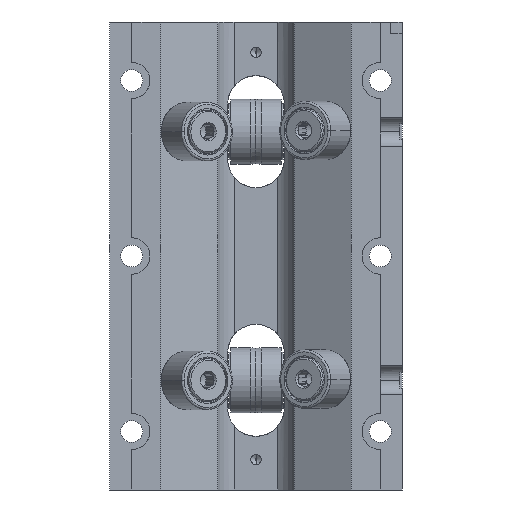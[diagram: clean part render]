
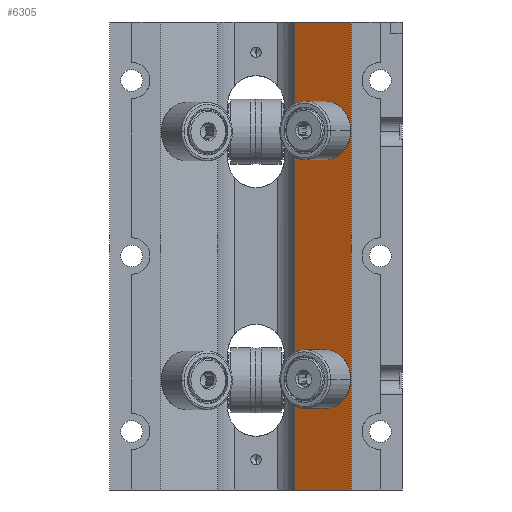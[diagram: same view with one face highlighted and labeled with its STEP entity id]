
A CAD part, front view. The second image highlights one B-rep face of the part: STEP entity #6305.
In plain terms, the highlighted planar face has unit normal (-0.5, -0.866, 0).
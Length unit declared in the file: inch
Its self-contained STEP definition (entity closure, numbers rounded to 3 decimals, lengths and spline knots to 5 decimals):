
#483 = LINE ( 'NONE', #3703, #17781 ) ;
#876 = CIRCLE ( 'NONE', #13342, 0.12625 ) ;
#885 = EDGE_LOOP ( 'NONE', ( #12876, #10167 ) ) ;
#1036 = CARTESIAN_POINT ( 'NONE',  ( 0.81551, -0.175, -2. ) ) ;
#1523 = EDGE_CURVE ( 'NONE', #10583, #9753, #483, .T. ) ;
#2646 = EDGE_LOOP ( 'NONE', ( #17868, #11459 ) ) ;
#3250 = EDGE_CURVE ( 'NONE', #6312, #9753, #17100, .T. ) ;
#3542 = VERTEX_POINT ( 'NONE', #9121 ) ;
#3703 = CARTESIAN_POINT ( 'NONE',  ( 0.81551, -0.175, -2. ) ) ;
#4989 = AXIS2_PLACEMENT_3D ( 'NONE', #14650, #5901, #6193 ) ;
#5194 = DIRECTION ( 'NONE',  ( 0.5, 0.866, 0. ) ) ;
#5359 = AXIS2_PLACEMENT_3D ( 'NONE', #9575, #5194, #6630 ) ;
#5452 = CARTESIAN_POINT ( 'NONE',  ( 0.81551, -0.175, -2. ) ) ;
#5600 = FACE_BOUND ( 'NONE', #2646, .T. ) ;
#5695 = DIRECTION ( 'NONE',  ( 0.866, -0.5, 0. ) ) ;
#5901 = DIRECTION ( 'NONE',  ( 0.5, 0.866, 0. ) ) ;
#6193 = DIRECTION ( 'NONE',  ( 0.866, -0.5, 0. ) ) ;
#6254 = VERTEX_POINT ( 'NONE', #12818 ) ;
#6305 = ADVANCED_FACE ( 'NONE', ( #5600, #15775, #9702 ), #15495, .T. ) ;
#6312 = VERTEX_POINT ( 'NONE', #11591 ) ;
#6551 = VECTOR ( 'NONE', #14344, 39.37008 ) ;
#6630 = DIRECTION ( 'NONE',  ( 0.866, -0.5, 0. ) ) ;
#6677 = CARTESIAN_POINT ( 'NONE',  ( 0.61567, -0.05962, -1.0625 ) ) ;
#6942 = CARTESIAN_POINT ( 'NONE',  ( 0.81551, -0.175, -2. ) ) ;
#7458 = CARTESIAN_POINT ( 'NONE',  ( 0.50634, 0.0035, -1.0625 ) ) ;
#7495 = CIRCLE ( 'NONE', #9911, 0.12625 ) ;
#7670 = CARTESIAN_POINT ( 'NONE',  ( 0.61567, -0.05962, 1.0625 ) ) ;
#8465 = EDGE_LOOP ( 'NONE', ( #16442, #12948, #11598, #15009 ) ) ;
#9121 = CARTESIAN_POINT ( 'NONE',  ( 0.32658, 0.10729, -2. ) ) ;
#9326 = CIRCLE ( 'NONE', #5359, 0.12625 ) ;
#9515 = AXIS2_PLACEMENT_3D ( 'NONE', #6942, #12922, #5695 ) ;
#9552 = LINE ( 'NONE', #5452, #10228 ) ;
#9575 = CARTESIAN_POINT ( 'NONE',  ( 0.61567, -0.05962, -1.0625 ) ) ;
#9702 = FACE_OUTER_BOUND ( 'NONE', #8465, .T. ) ;
#9753 = VERTEX_POINT ( 'NONE', #13466 ) ;
#9794 = DIRECTION ( 'NONE',  ( 0.5, 0.866, 0. ) ) ;
#9829 = DIRECTION ( 'NONE',  ( 0.866, -0.5, 0. ) ) ;
#9911 = AXIS2_PLACEMENT_3D ( 'NONE', #7670, #13445, #13718 ) ;
#9980 = EDGE_CURVE ( 'NONE', #17208, #17516, #9326, .T. ) ;
#10167 = ORIENTED_EDGE ( 'NONE', *, *, #17528, .T. ) ;
#10218 = EDGE_CURVE ( 'NONE', #6254, #18551, #7495, .T. ) ;
#10228 = VECTOR ( 'NONE', #9829, 39.37008 ) ;
#10313 = EDGE_CURVE ( 'NONE', #3542, #10583, #9552, .T. ) ;
#10583 = VERTEX_POINT ( 'NONE', #1036 ) ;
#11459 = ORIENTED_EDGE ( 'NONE', *, *, #9980, .T. ) ;
#11591 = CARTESIAN_POINT ( 'NONE',  ( 0.32658, 0.10729, 2. ) ) ;
#11598 = ORIENTED_EDGE ( 'NONE', *, *, #10313, .T. ) ;
#11835 = CARTESIAN_POINT ( 'NONE',  ( 0.32658, 0.10729, -2. ) ) ;
#12465 = DIRECTION ( 'NONE',  ( 0.866, -0.5, 0. ) ) ;
#12559 = CARTESIAN_POINT ( 'NONE',  ( 0.50634, 0.0035, 1.0625 ) ) ;
#12683 = EDGE_CURVE ( 'NONE', #3542, #6312, #15829, .T. ) ;
#12815 = CARTESIAN_POINT ( 'NONE',  ( 0.81551, -0.175, 2. ) ) ;
#12818 = CARTESIAN_POINT ( 'NONE',  ( 0.72501, -0.12275, 1.0625 ) ) ;
#12876 = ORIENTED_EDGE ( 'NONE', *, *, #10218, .T. ) ;
#12922 = DIRECTION ( 'NONE',  ( -0.5, -0.866, 0. ) ) ;
#12948 = ORIENTED_EDGE ( 'NONE', *, *, #12683, .F. ) ;
#13053 = VECTOR ( 'NONE', #13350, 39.37008 ) ;
#13187 = CIRCLE ( 'NONE', #4989, 0.12625 ) ;
#13342 = AXIS2_PLACEMENT_3D ( 'NONE', #6677, #9794, #12465 ) ;
#13350 = DIRECTION ( 'NONE',  ( 0., 0., 1. ) ) ;
#13445 = DIRECTION ( 'NONE',  ( 0.5, 0.866, 0. ) ) ;
#13466 = CARTESIAN_POINT ( 'NONE',  ( 0.81551, -0.175, 2. ) ) ;
#13718 = DIRECTION ( 'NONE',  ( 0.866, -0.5, 0. ) ) ;
#13789 = DIRECTION ( 'NONE',  ( 0., 0., 1. ) ) ;
#14344 = DIRECTION ( 'NONE',  ( 0.866, -0.5, 0. ) ) ;
#14528 = EDGE_CURVE ( 'NONE', #17516, #17208, #876, .T. ) ;
#14650 = CARTESIAN_POINT ( 'NONE',  ( 0.61567, -0.05962, 1.0625 ) ) ;
#15009 = ORIENTED_EDGE ( 'NONE', *, *, #1523, .T. ) ;
#15495 = PLANE ( 'NONE',  #9515 ) ;
#15775 = FACE_BOUND ( 'NONE', #885, .T. ) ;
#15829 = LINE ( 'NONE', #11835, #13053 ) ;
#16442 = ORIENTED_EDGE ( 'NONE', *, *, #3250, .F. ) ;
#17100 = LINE ( 'NONE', #12815, #6551 ) ;
#17208 = VERTEX_POINT ( 'NONE', #7458 ) ;
#17516 = VERTEX_POINT ( 'NONE', #17802 ) ;
#17528 = EDGE_CURVE ( 'NONE', #18551, #6254, #13187, .T. ) ;
#17781 = VECTOR ( 'NONE', #13789, 39.37008 ) ;
#17802 = CARTESIAN_POINT ( 'NONE',  ( 0.72501, -0.12275, -1.0625 ) ) ;
#17868 = ORIENTED_EDGE ( 'NONE', *, *, #14528, .T. ) ;
#18551 = VERTEX_POINT ( 'NONE', #12559 ) ;
